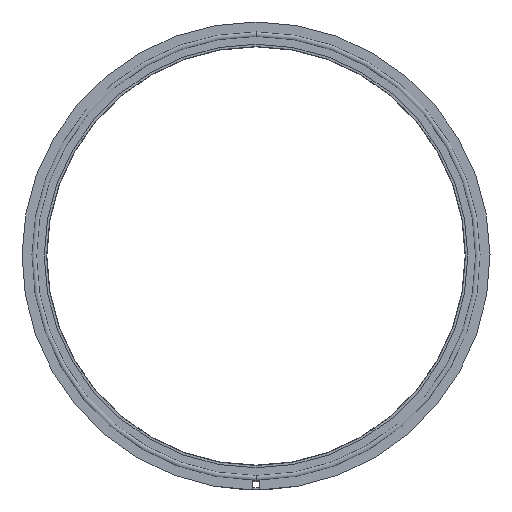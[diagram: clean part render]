
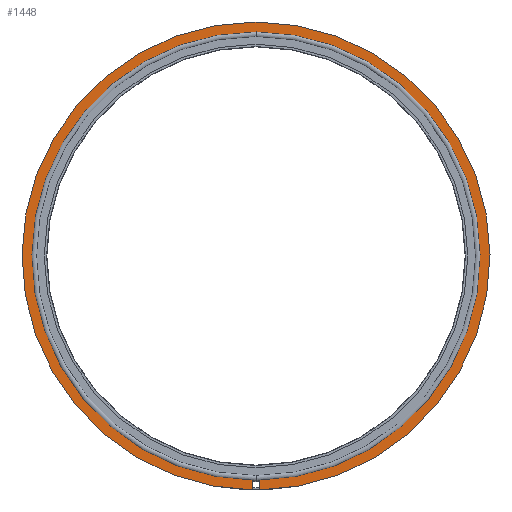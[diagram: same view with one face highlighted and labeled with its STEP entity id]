
A CAD part, front view. The second image highlights one B-rep face of the part: STEP entity #1448.
In plain terms, the highlighted planar face has unit normal (0, -1, 0).
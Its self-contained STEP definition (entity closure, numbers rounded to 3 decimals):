
#4 = EDGE_CURVE ( 'NONE', #1042, #701, #970, .T. ) ;
#13 = ORIENTED_EDGE ( 'NONE', *, *, #91, .T. ) ;
#43 = CARTESIAN_POINT ( 'NONE',  ( 3., -2.8, -220.98 ) ) ;
#74 = LINE ( 'NONE', #1515, #998 ) ;
#82 = DIRECTION ( 'NONE',  ( 0., 1., 0. ) ) ;
#91 = EDGE_CURVE ( 'NONE', #863, #1363, #1483, .T. ) ;
#111 = AXIS2_PLACEMENT_3D ( 'NONE', #325, #82, #1406 ) ;
#134 = EDGE_LOOP ( 'NONE', ( #1327, #1543, #841, #464, #738, #13 ) ) ;
#137 = EDGE_CURVE ( 'NONE', #495, #465, #1463, .T. ) ;
#187 = CIRCLE ( 'NONE', #444, 211.6 ) ;
#325 = CARTESIAN_POINT ( 'NONE',  ( 0., -2.8, 0. ) ) ;
#329 = DIRECTION ( 'NONE',  ( 0., 1., 0. ) ) ;
#394 = PLANE ( 'NONE',  #936 ) ;
#426 = CARTESIAN_POINT ( 'NONE',  ( 0., -2.8, 0. ) ) ;
#437 = CARTESIAN_POINT ( 'NONE',  ( 0., -2.8, 221. ) ) ;
#444 = AXIS2_PLACEMENT_3D ( 'NONE', #1519, #1531, #1007 ) ;
#464 = ORIENTED_EDGE ( 'NONE', *, *, #137, .F. ) ;
#465 = VERTEX_POINT ( 'NONE', #1056 ) ;
#472 = EDGE_CURVE ( 'NONE', #495, #863, #187, .T. ) ;
#495 = VERTEX_POINT ( 'NONE', #1029 ) ;
#555 = EDGE_CURVE ( 'NONE', #465, #1042, #1394, .T. ) ;
#624 = CARTESIAN_POINT ( 'NONE',  ( 0., -2.8, 0. ) ) ;
#648 = CARTESIAN_POINT ( 'NONE',  ( 3., -2.8, -211.579 ) ) ;
#686 = DIRECTION ( 'NONE',  ( 0., 0., 1. ) ) ;
#694 = CARTESIAN_POINT ( 'NONE',  ( 0., -2.8, 211.6 ) ) ;
#701 = VERTEX_POINT ( 'NONE', #43 ) ;
#738 = ORIENTED_EDGE ( 'NONE', *, *, #472, .T. ) ;
#742 = DIRECTION ( 'NONE',  ( 0., 0., -1. ) ) ;
#834 = EDGE_CURVE ( 'NONE', #701, #1363, #74, .T. ) ;
#841 = ORIENTED_EDGE ( 'NONE', *, *, #555, .F. ) ;
#863 = VERTEX_POINT ( 'NONE', #694 ) ;
#900 = CARTESIAN_POINT ( 'NONE',  ( -221., -2.8, 0. ) ) ;
#936 = AXIS2_PLACEMENT_3D ( 'NONE', #900, #1014, #1134 ) ;
#957 = DIRECTION ( 'NONE',  ( 0., 0., 1. ) ) ;
#970 = CIRCLE ( 'NONE', #1287, 221. ) ;
#998 = VECTOR ( 'NONE', #1064, 1000. ) ;
#1007 = DIRECTION ( 'NONE',  ( 0., 0., 1. ) ) ;
#1014 = DIRECTION ( 'NONE',  ( 0., -1., 0. ) ) ;
#1029 = CARTESIAN_POINT ( 'NONE',  ( -3., -2.8, -211.579 ) ) ;
#1042 = VERTEX_POINT ( 'NONE', #437 ) ;
#1056 = CARTESIAN_POINT ( 'NONE',  ( -3., -2.8, -220.98 ) ) ;
#1064 = DIRECTION ( 'NONE',  ( 0., 0., 1. ) ) ;
#1078 = CARTESIAN_POINT ( 'NONE',  ( -3., -2.8, 0. ) ) ;
#1134 = DIRECTION ( 'NONE',  ( 0., 0., -1. ) ) ;
#1287 = AXIS2_PLACEMENT_3D ( 'NONE', #426, #1390, #686 ) ;
#1317 = VECTOR ( 'NONE', #742, 1000. ) ;
#1327 = ORIENTED_EDGE ( 'NONE', *, *, #834, .F. ) ;
#1337 = AXIS2_PLACEMENT_3D ( 'NONE', #624, #329, #957 ) ;
#1363 = VERTEX_POINT ( 'NONE', #648 ) ;
#1390 = DIRECTION ( 'NONE',  ( 0., 1., 0. ) ) ;
#1394 = CIRCLE ( 'NONE', #1337, 221. ) ;
#1406 = DIRECTION ( 'NONE',  ( 0., 0., 1. ) ) ;
#1448 = ADVANCED_FACE ( 'NONE', ( #1485 ), #394, .T. ) ;
#1463 = LINE ( 'NONE', #1078, #1317 ) ;
#1483 = CIRCLE ( 'NONE', #111, 211.6 ) ;
#1485 = FACE_OUTER_BOUND ( 'NONE', #134, .T. ) ;
#1515 = CARTESIAN_POINT ( 'NONE',  ( 3., -2.8, 0. ) ) ;
#1519 = CARTESIAN_POINT ( 'NONE',  ( 0., -2.8, 0. ) ) ;
#1531 = DIRECTION ( 'NONE',  ( 0., 1., 0. ) ) ;
#1543 = ORIENTED_EDGE ( 'NONE', *, *, #4, .F. ) ;
